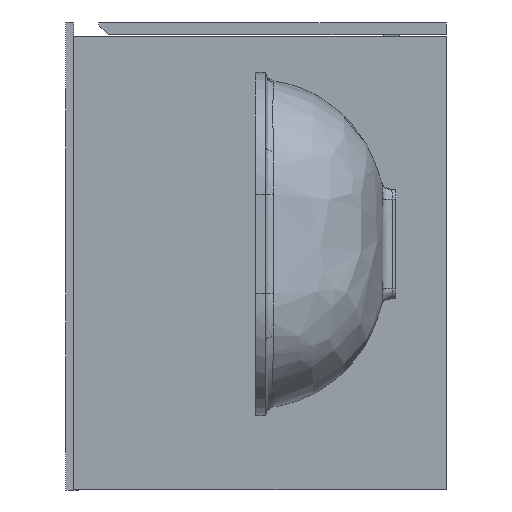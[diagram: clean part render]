
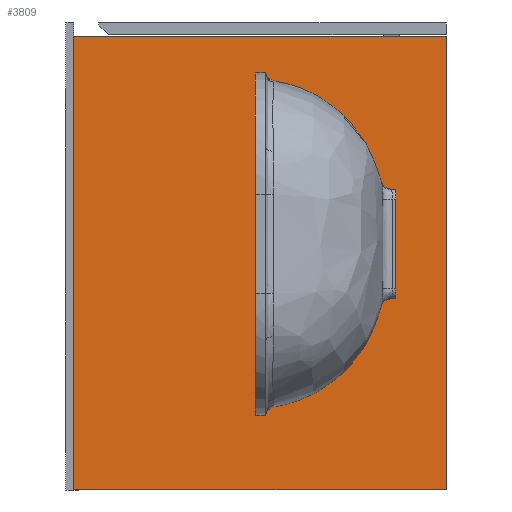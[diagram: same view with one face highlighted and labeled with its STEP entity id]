
A CAD part, left-side view. The second image highlights one B-rep face of the part: STEP entity #3809.
In plain terms, the highlighted planar face has unit normal (-1, 0, 0).
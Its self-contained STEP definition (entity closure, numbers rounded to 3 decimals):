
#19 = VECTOR ( 'NONE', #28971, 1000. ) ;
#150 = VECTOR ( 'NONE', #16105, 1000. ) ;
#172 = CARTESIAN_POINT ( 'NONE',  ( 2., 0., -470. ) ) ;
#1131 = CARTESIAN_POINT ( 'NONE',  ( 2., 374., -15. ) ) ;
#1397 = CARTESIAN_POINT ( 'NONE',  ( 2., 0., -470. ) ) ;
#1849 = ORIENTED_EDGE ( 'NONE', *, *, #8936, .T. ) ;
#2451 = AXIS2_PLACEMENT_3D ( 'NONE', #29645, #8665, #18015 ) ;
#3760 = LINE ( 'NONE', #13119, #23513 ) ;
#3809 = ADVANCED_FACE ( 'NONE', ( #10968 ), #20314, .F. ) ;
#6466 = VERTEX_POINT ( 'NONE', #14885 ) ;
#6505 = EDGE_CURVE ( 'NONE', #6466, #28708, #10283, .T. ) ;
#6753 = CARTESIAN_POINT ( 'NONE',  ( 2., 374., -470. ) ) ;
#7504 = VERTEX_POINT ( 'NONE', #21836 ) ;
#8665 = DIRECTION ( 'NONE',  ( 1., 0., 0. ) ) ;
#8936 = EDGE_CURVE ( 'NONE', #28708, #7504, #21169, .T. ) ;
#9535 = DIRECTION ( 'NONE',  ( 0., 0., 1. ) ) ;
#10283 = LINE ( 'NONE', #19629, #19 ) ;
#10968 = FACE_OUTER_BOUND ( 'NONE', #29382, .T. ) ;
#12144 = ORIENTED_EDGE ( 'NONE', *, *, #25252, .F. ) ;
#13053 = ORIENTED_EDGE ( 'NONE', *, *, #18201, .F. ) ;
#13119 = CARTESIAN_POINT ( 'NONE',  ( 2., 829.397, -15. ) ) ;
#14509 = VERTEX_POINT ( 'NONE', #1131 ) ;
#14885 = CARTESIAN_POINT ( 'NONE',  ( 2., 374., -470. ) ) ;
#16105 = DIRECTION ( 'NONE',  ( 0., 0., 1. ) ) ;
#18015 = DIRECTION ( 'NONE',  ( 0., 0., -1. ) ) ;
#18201 = EDGE_CURVE ( 'NONE', #6466, #14509, #27745, .T. ) ;
#19629 = CARTESIAN_POINT ( 'NONE',  ( 2., 829.397, -470. ) ) ;
#20314 = PLANE ( 'NONE',  #2451 ) ;
#21000 = ORIENTED_EDGE ( 'NONE', *, *, #6505, .T. ) ;
#21169 = LINE ( 'NONE', #172, #25385 ) ;
#21836 = CARTESIAN_POINT ( 'NONE',  ( 2., 0., -15. ) ) ;
#22466 = DIRECTION ( 'NONE',  ( 0., -1., 0. ) ) ;
#23513 = VECTOR ( 'NONE', #22466, 1000. ) ;
#25252 = EDGE_CURVE ( 'NONE', #14509, #7504, #3760, .T. ) ;
#25385 = VECTOR ( 'NONE', #9535, 1000. ) ;
#27745 = LINE ( 'NONE', #6753, #150 ) ;
#28708 = VERTEX_POINT ( 'NONE', #1397 ) ;
#28971 = DIRECTION ( 'NONE',  ( 0., -1., 0. ) ) ;
#29382 = EDGE_LOOP ( 'NONE', ( #13053, #21000, #1849, #12144 ) ) ;
#29645 = CARTESIAN_POINT ( 'NONE',  ( 2., 829.397, -470. ) ) ;
